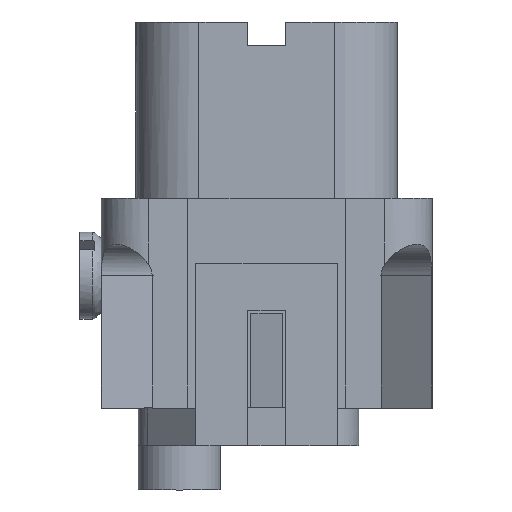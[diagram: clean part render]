
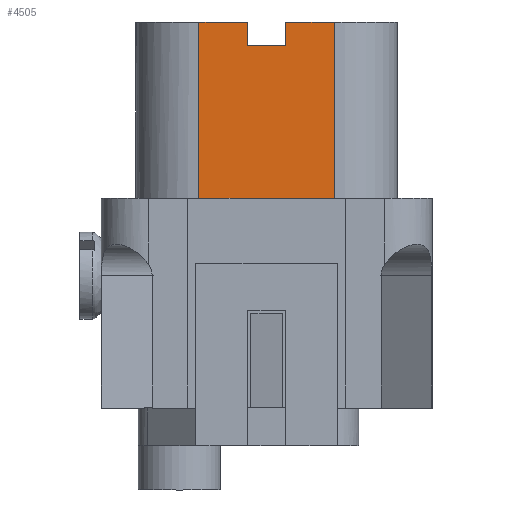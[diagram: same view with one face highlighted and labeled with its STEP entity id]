
A CAD part, front view. The second image highlights one B-rep face of the part: STEP entity #4505.
In plain terms, the highlighted planar face has unit normal (0, -1, 0).
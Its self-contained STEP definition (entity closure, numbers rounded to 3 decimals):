
#4505=ADVANCED_FACE('',(#5397),#4977,.T.);
#4977=PLANE('',#14972);
#5397=FACE_OUTER_BOUND('',#5959,.T.);
#5959=EDGE_LOOP('',(#8047,#8048,#8049,#8050,#8051,#8052,#8053,#8054));
#8047=ORIENTED_EDGE('',*,*,#11114,.T.);
#8048=ORIENTED_EDGE('',*,*,#11369,.F.);
#8049=ORIENTED_EDGE('',*,*,#11370,.F.);
#8050=ORIENTED_EDGE('',*,*,#11228,.T.);
#8051=ORIENTED_EDGE('',*,*,#11147,.T.);
#8052=ORIENTED_EDGE('',*,*,#11371,.T.);
#8053=ORIENTED_EDGE('',*,*,#11364,.T.);
#8054=ORIENTED_EDGE('',*,*,#11372,.T.);
#9915=VERTEX_POINT('',#19657);
#9917=VERTEX_POINT('',#19660);
#9949=VERTEX_POINT('',#19765);
#9950=VERTEX_POINT('',#19766);
#10024=VERTEX_POINT('',#20063);
#10108=VERTEX_POINT('',#20401);
#10109=VERTEX_POINT('',#20403);
#10111=VERTEX_POINT('',#20410);
#11114=EDGE_CURVE('',#9917,#9915,#12392,.T.);
#11147=EDGE_CURVE('',#9949,#9950,#12415,.T.);
#11228=EDGE_CURVE('',#10024,#9949,#12445,.T.);
#11364=EDGE_CURVE('',#10109,#10108,#12550,.T.);
#11369=EDGE_CURVE('',#10111,#9915,#12554,.T.);
#11370=EDGE_CURVE('',#10024,#10111,#12555,.T.);
#11371=EDGE_CURVE('',#9950,#10109,#12556,.T.);
#11372=EDGE_CURVE('',#10108,#9917,#12557,.T.);
#12392=LINE('',#19659,#13464);
#12415=LINE('',#19764,#13487);
#12445=LINE('',#20062,#13517);
#12550=LINE('',#20402,#13622);
#12554=LINE('',#20411,#13626);
#12555=LINE('',#20413,#13627);
#12556=LINE('',#20414,#13628);
#12557=LINE('',#20415,#13629);
#13464=VECTOR('',#16271,1.);
#13487=VECTOR('',#16314,1.);
#13517=VECTOR('',#16370,1.);
#13622=VECTOR('',#16631,1.);
#13626=VECTOR('',#16639,1.);
#13627=VECTOR('',#16642,1.);
#13628=VECTOR('',#16643,1.);
#13629=VECTOR('',#16644,1.);
#14972=AXIS2_PLACEMENT_3D('',#20416,#16645,#16646);
#16271=DIRECTION('',(-1.,0.,0.));
#16314=DIRECTION('',(-1.,0.,0.));
#16370=DIRECTION('',(0.,0.,1.));
#16631=DIRECTION('',(-1.,0.,0.));
#16639=DIRECTION('',(0.,0.,1.));
#16642=DIRECTION('',(-1.,0.,0.));
#16643=DIRECTION('',(0.,0.,-1.));
#16644=DIRECTION('',(0.,0.,1.));
#16645=DIRECTION('',(0.,-1.,0.));
#16646=DIRECTION('',(1.,0.,0.));
#19657=CARTESIAN_POINT('',(-4.3,-8.3,16.1));
#19659=CARTESIAN_POINT('',(-4.3,-8.3,16.1));
#19660=CARTESIAN_POINT('',(-1.2,-8.3,16.1));
#19764=CARTESIAN_POINT('',(-4.3,-8.3,16.1));
#19765=CARTESIAN_POINT('',(4.3,-8.3,16.1));
#19766=CARTESIAN_POINT('',(1.2,-8.3,16.1));
#20062=CARTESIAN_POINT('',(4.3,-8.3,4.9));
#20063=CARTESIAN_POINT('',(4.3,-8.3,4.9));
#20401=CARTESIAN_POINT('',(-1.2,-8.3,14.6));
#20402=CARTESIAN_POINT('',(1.2,-8.3,14.6));
#20403=CARTESIAN_POINT('',(1.2,-8.3,14.6));
#20410=CARTESIAN_POINT('',(-4.3,-8.3,4.9));
#20411=CARTESIAN_POINT('',(-4.3,-8.3,4.9));
#20413=CARTESIAN_POINT('',(4.3,-8.3,4.9));
#20414=CARTESIAN_POINT('',(1.2,-8.3,15.6));
#20415=CARTESIAN_POINT('',(-1.2,-8.3,14.6));
#20416=CARTESIAN_POINT('',(-4.3,-8.3,4.9));
